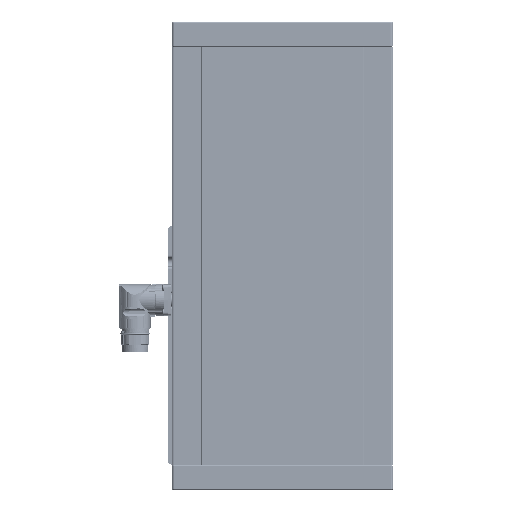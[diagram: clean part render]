
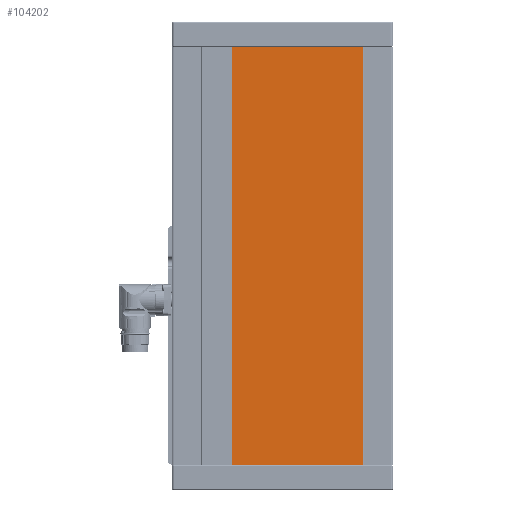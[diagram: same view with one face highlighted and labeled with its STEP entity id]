
A CAD part, left-side view. The second image highlights one B-rep face of the part: STEP entity #104202.
In plain terms, the highlighted planar face has unit normal (-1, 0, 0).
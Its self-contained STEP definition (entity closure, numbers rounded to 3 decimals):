
#4432 = EDGE_CURVE ( 'NONE', #166855, #55456, #174775, .T. ) ;
#5243 = CARTESIAN_POINT ( 'NONE',  ( 0., -65.4, 340. ) ) ;
#9412 = VERTEX_POINT ( 'NONE', #55122 ) ;
#12385 = EDGE_CURVE ( 'NONE', #9412, #83385, #82129, .T. ) ;
#15668 = CARTESIAN_POINT ( 'NONE',  ( 0., -65.4, 340. ) ) ;
#21051 = LINE ( 'NONE', #50589, #153795 ) ;
#35626 = ORIENTED_EDGE ( 'NONE', *, *, #4432, .F. ) ;
#50589 = CARTESIAN_POINT ( 'NONE',  ( 0., -90., 0. ) ) ;
#51433 = CARTESIAN_POINT ( 'NONE',  ( 0., 40.9, 0. ) ) ;
#53177 = CARTESIAN_POINT ( 'NONE',  ( 0., -90., 340. ) ) ;
#55122 = CARTESIAN_POINT ( 'NONE',  ( 0., -65.4, 0. ) ) ;
#55456 = VERTEX_POINT ( 'NONE', #148964 ) ;
#70204 = VECTOR ( 'NONE', #83891, 1000. ) ;
#74018 = FACE_OUTER_BOUND ( 'NONE', #87832, .T. ) ;
#81928 = VECTOR ( 'NONE', #116138, 1000. ) ;
#82129 = LINE ( 'NONE', #15668, #70204 ) ;
#83385 = VERTEX_POINT ( 'NONE', #5243 ) ;
#83891 = DIRECTION ( 'NONE',  ( 0., 0., 1. ) ) ;
#85599 = EDGE_CURVE ( 'NONE', #166855, #9412, #21051, .T. ) ;
#87596 = DIRECTION ( 'NONE',  ( 0., 0., -1. ) ) ;
#87832 = EDGE_LOOP ( 'NONE', ( #144095, #35626, #160022, #90781 ) ) ;
#89330 = CARTESIAN_POINT ( 'NONE',  ( 0., -90., 340. ) ) ;
#90781 = ORIENTED_EDGE ( 'NONE', *, *, #12385, .T. ) ;
#104202 = ADVANCED_FACE ( 'NONE', ( #74018 ), #157067, .F. ) ;
#106044 = DIRECTION ( 'NONE',  ( 0., 0., 1. ) ) ;
#108960 = AXIS2_PLACEMENT_3D ( 'NONE', #89330, #169505, #87596 ) ;
#116138 = DIRECTION ( 'NONE',  ( 0., -1., 0. ) ) ;
#121227 = LINE ( 'NONE', #53177, #81928 ) ;
#130287 = DIRECTION ( 'NONE',  ( 0., -1., 0. ) ) ;
#135098 = EDGE_CURVE ( 'NONE', #55456, #83385, #121227, .T. ) ;
#144095 = ORIENTED_EDGE ( 'NONE', *, *, #135098, .F. ) ;
#145552 = VECTOR ( 'NONE', #106044, 1000. ) ;
#148964 = CARTESIAN_POINT ( 'NONE',  ( 0., 40.9, 340. ) ) ;
#153795 = VECTOR ( 'NONE', #130287, 1000. ) ;
#157067 = PLANE ( 'NONE',  #108960 ) ;
#160022 = ORIENTED_EDGE ( 'NONE', *, *, #85599, .T. ) ;
#160109 = CARTESIAN_POINT ( 'NONE',  ( 0., 40.9, 0. ) ) ;
#166855 = VERTEX_POINT ( 'NONE', #160109 ) ;
#169505 = DIRECTION ( 'NONE',  ( 1., 0., 0. ) ) ;
#174775 = LINE ( 'NONE', #51433, #145552 ) ;
